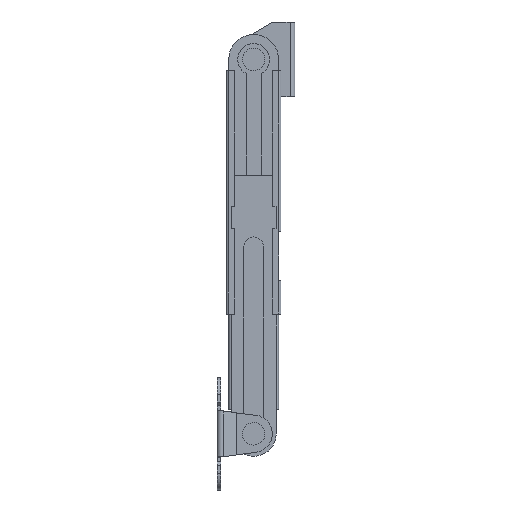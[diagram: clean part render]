
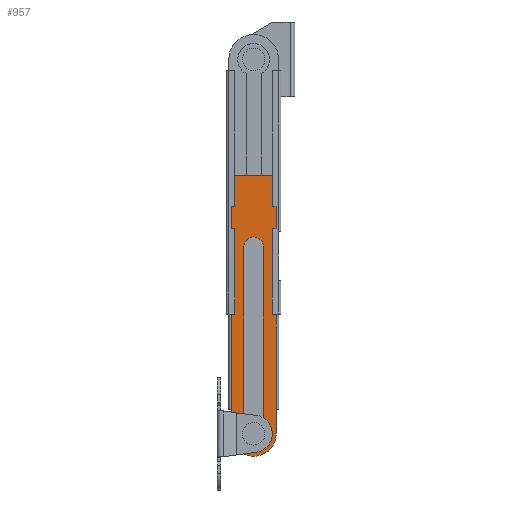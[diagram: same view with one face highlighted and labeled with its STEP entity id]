
A CAD part, left-side view. The second image highlights one B-rep face of the part: STEP entity #957.
In plain terms, the highlighted face is planar.
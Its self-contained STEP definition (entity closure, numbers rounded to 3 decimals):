
#901 = VERTEX_POINT ( 'NONE', #3466 ) ;
#903 = EDGE_CURVE ( 'NONE', #904, #901, #3465, .T. ) ;
#904 = VERTEX_POINT ( 'NONE', #3460 ) ;
#934 = VERTEX_POINT ( 'NONE', #3489 ) ;
#935 = ORIENTED_EDGE ( 'NONE', *, *, #936, .T. ) ;
#936 = EDGE_CURVE ( 'NONE', #934, #996, #3488, .T. ) ;
#937 = EDGE_CURVE ( 'NONE', #938, #965, #3484, .T. ) ;
#938 = VERTEX_POINT ( 'NONE', #3480 ) ;
#939 = ORIENTED_EDGE ( 'NONE', *, *, #940, .F. ) ;
#940 = EDGE_CURVE ( 'NONE', #941, #938, #3479, .T. ) ;
#941 = VERTEX_POINT ( 'NONE', #3537 ) ;
#942 = ORIENTED_EDGE ( 'NONE', *, *, #943, .T. ) ;
#943 = EDGE_CURVE ( 'NONE', #941, #944, #3536, .T. ) ;
#944 = VERTEX_POINT ( 'NONE', #3532 ) ;
#945 = ORIENTED_EDGE ( 'NONE', *, *, #946, .F. ) ;
#946 = EDGE_CURVE ( 'NONE', #947, #944, #3531, .T. ) ;
#947 = VERTEX_POINT ( 'NONE', #3527 ) ;
#948 = ORIENTED_EDGE ( 'NONE', *, *, #949, .T. ) ;
#949 = EDGE_CURVE ( 'NONE', #947, #950, #3526, .T. ) ;
#950 = VERTEX_POINT ( 'NONE', #3522 ) ;
#951 = ORIENTED_EDGE ( 'NONE', *, *, #1011, .F. ) ;
#957 = ADVANCED_FACE ( 'NONE', ( #3511, #3510 ), #3509, .T. ) ;
#958 = EDGE_LOOP ( 'NONE', ( #959, #963, #966, #939, #942, #945, #948, #951, #1013, #1016 ) ) ;
#959 = ORIENTED_EDGE ( 'NONE', *, *, #960, .F. ) ;
#960 = EDGE_CURVE ( 'NONE', #961, #962, #3566, .T. ) ;
#961 = VERTEX_POINT ( 'NONE', #3562 ) ;
#962 = VERTEX_POINT ( 'NONE', #3561 ) ;
#963 = ORIENTED_EDGE ( 'NONE', *, *, #964, .F. ) ;
#964 = EDGE_CURVE ( 'NONE', #965, #961, #3560, .T. ) ;
#965 = VERTEX_POINT ( 'NONE', #3555 ) ;
#966 = ORIENTED_EDGE ( 'NONE', *, *, #937, .F. ) ;
#996 = VERTEX_POINT ( 'NONE', #3628 ) ;
#997 = ORIENTED_EDGE ( 'NONE', *, *, #998, .T. ) ;
#998 = EDGE_CURVE ( 'NONE', #996, #999, #3627, .T. ) ;
#999 = VERTEX_POINT ( 'NONE', #3622 ) ;
#1000 = ORIENTED_EDGE ( 'NONE', *, *, #1001, .T. ) ;
#1001 = EDGE_CURVE ( 'NONE', #999, #904, #3621, .T. ) ;
#1011 = EDGE_CURVE ( 'NONE', #1012, #950, #3661, .T. ) ;
#1012 = VERTEX_POINT ( 'NONE', #3657 ) ;
#1013 = ORIENTED_EDGE ( 'NONE', *, *, #1014, .F. ) ;
#1014 = EDGE_CURVE ( 'NONE', #1015, #1012, #3656, .T. ) ;
#1015 = VERTEX_POINT ( 'NONE', #3652 ) ;
#1016 = ORIENTED_EDGE ( 'NONE', *, *, #1017, .F. ) ;
#1017 = EDGE_CURVE ( 'NONE', #962, #1015, #3651, .T. ) ;
#1018 = EDGE_LOOP ( 'NONE', ( #1019, #1020, #935, #997, #1000 ) ) ;
#1019 = ORIENTED_EDGE ( 'NONE', *, *, #903, .T. ) ;
#1020 = ORIENTED_EDGE ( 'NONE', *, *, #1021, .T. ) ;
#1021 = EDGE_CURVE ( 'NONE', #901, #934, #3647, .T. ) ;
#3460 = CARTESIAN_POINT ( 'NONE',  ( 0., 5.2, 38. ) ) ;
#3461 = DIRECTION ( 'NONE',  ( 0., 1., 0. ) ) ;
#3462 = DIRECTION ( 'NONE',  ( -1., 0., 0. ) ) ;
#3463 = CARTESIAN_POINT ( 'NONE',  ( 0., 0., 38. ) ) ;
#3464 = AXIS2_PLACEMENT_3D ( 'NONE', #3463, #3462, #3461 ) ;
#3465 = CIRCLE ( 'NONE', #3464, 5.2 ) ;
#3466 = CARTESIAN_POINT ( 'NONE',  ( 0., 0., 32.8 ) ) ;
#3476 = DIRECTION ( 'NONE',  ( 0., 1., 0. ) ) ;
#3477 = VECTOR ( 'NONE', #3476, 1000. ) ;
#3478 = CARTESIAN_POINT ( 'NONE',  ( 0., 13.3, 125. ) ) ;
#3479 = LINE ( 'NONE', #3478, #3477 ) ;
#3480 = CARTESIAN_POINT ( 'NONE',  ( 0., -12., 125. ) ) ;
#3481 = DIRECTION ( 'NONE',  ( 0., 0., 1. ) ) ;
#3482 = VECTOR ( 'NONE', #3481, 1000. ) ;
#3483 = CARTESIAN_POINT ( 'NONE',  ( 0., -12., 150. ) ) ;
#3484 = LINE ( 'NONE', #3483, #3482 ) ;
#3485 = DIRECTION ( 'NONE',  ( 0., 0., 1. ) ) ;
#3486 = VECTOR ( 'NONE', #3485, 1000. ) ;
#3487 = CARTESIAN_POINT ( 'NONE',  ( 0., -5.2, 150. ) ) ;
#3488 = LINE ( 'NONE', #3487, #3486 ) ;
#3489 = CARTESIAN_POINT ( 'NONE',  ( 0., -5.2, 38. ) ) ;
#3507 = CARTESIAN_POINT ( 'NONE',  ( 0., 13.3, 150. ) ) ;
#3508 = AXIS2_PLACEMENT_3D ( 'NONE', #3507, #3568, #3567 ) ;
#3509 = PLANE ( 'NONE',  #3508 ) ;
#3510 = FACE_BOUND ( 'NONE', #1018, .T. ) ;
#3511 = FACE_OUTER_BOUND ( 'NONE', #958, .T. ) ;
#3522 = CARTESIAN_POINT ( 'NONE',  ( 0., -12.1, 0. ) ) ;
#3523 = DIRECTION ( 'NONE',  ( 0., 0., -1. ) ) ;
#3524 = VECTOR ( 'NONE', #3523, 1000. ) ;
#3525 = CARTESIAN_POINT ( 'NONE',  ( 0., -12.1, 150. ) ) ;
#3526 = LINE ( 'NONE', #3525, #3524 ) ;
#3527 = CARTESIAN_POINT ( 'NONE',  ( 0., -12.1, 20. ) ) ;
#3528 = DIRECTION ( 'NONE',  ( 0., 0., 1. ) ) ;
#3529 = VECTOR ( 'NONE', #3528, 1000. ) ;
#3530 = CARTESIAN_POINT ( 'NONE',  ( 0., -12.1, 46. ) ) ;
#3531 = LINE ( 'NONE', #3530, #3529 ) ;
#3532 = CARTESIAN_POINT ( 'NONE',  ( 0., -12.1, 46. ) ) ;
#3533 = DIRECTION ( 'NONE',  ( 0., 0., -1. ) ) ;
#3534 = VECTOR ( 'NONE', #3533, 1000. ) ;
#3535 = CARTESIAN_POINT ( 'NONE',  ( 0., -12.1, 150. ) ) ;
#3536 = LINE ( 'NONE', #3535, #3534 ) ;
#3537 = CARTESIAN_POINT ( 'NONE',  ( 0., -12.1, 125. ) ) ;
#3555 = CARTESIAN_POINT ( 'NONE',  ( 0., -12., 138. ) ) ;
#3556 = DIRECTION ( 'NONE',  ( 0., 1., 0. ) ) ;
#3557 = DIRECTION ( 'NONE',  ( -1., 0., 0. ) ) ;
#3558 = CARTESIAN_POINT ( 'NONE',  ( 0., 0., 138. ) ) ;
#3559 = AXIS2_PLACEMENT_3D ( 'NONE', #3558, #3557, #3556 ) ;
#3560 = CIRCLE ( 'NONE', #3559, 12. ) ;
#3561 = CARTESIAN_POINT ( 'NONE',  ( 0., 12., 125. ) ) ;
#3562 = CARTESIAN_POINT ( 'NONE',  ( 0., 12., 138. ) ) ;
#3563 = DIRECTION ( 'NONE',  ( 0., 0., -1. ) ) ;
#3564 = VECTOR ( 'NONE', #3563, 1000. ) ;
#3565 = CARTESIAN_POINT ( 'NONE',  ( 0., 12., 150. ) ) ;
#3566 = LINE ( 'NONE', #3565, #3564 ) ;
#3567 = DIRECTION ( 'NONE',  ( 0., 1., 0. ) ) ;
#3568 = DIRECTION ( 'NONE',  ( 1., 0., 0. ) ) ;
#3618 = DIRECTION ( 'NONE',  ( 0., 0., -1. ) ) ;
#3619 = VECTOR ( 'NONE', #3618, 1000. ) ;
#3620 = CARTESIAN_POINT ( 'NONE',  ( 0., 5.2, 150. ) ) ;
#3621 = LINE ( 'NONE', #3620, #3619 ) ;
#3622 = CARTESIAN_POINT ( 'NONE',  ( 0., 5.2, 129.812 ) ) ;
#3623 = DIRECTION ( 'NONE',  ( 0., 1., 0. ) ) ;
#3624 = DIRECTION ( 'NONE',  ( -1., 0., 0. ) ) ;
#3625 = CARTESIAN_POINT ( 'NONE',  ( 0., 0., 138. ) ) ;
#3626 = AXIS2_PLACEMENT_3D ( 'NONE', #3625, #3624, #3623 ) ;
#3627 = CIRCLE ( 'NONE', #3626, 9.7 ) ;
#3628 = CARTESIAN_POINT ( 'NONE',  ( 0., -5.2, 129.812 ) ) ;
#3643 = DIRECTION ( 'NONE',  ( 0., 1., 0. ) ) ;
#3644 = DIRECTION ( 'NONE',  ( -1., 0., 0. ) ) ;
#3645 = CARTESIAN_POINT ( 'NONE',  ( 0., 0., 38. ) ) ;
#3646 = AXIS2_PLACEMENT_3D ( 'NONE', #3645, #3644, #3643 ) ;
#3647 = CIRCLE ( 'NONE', #3646, 5.2 ) ;
#3648 = DIRECTION ( 'NONE',  ( 0., 1., 0. ) ) ;
#3649 = VECTOR ( 'NONE', #3648, 1000. ) ;
#3650 = CARTESIAN_POINT ( 'NONE',  ( 0., 13.3, 125. ) ) ;
#3651 = LINE ( 'NONE', #3650, #3649 ) ;
#3652 = CARTESIAN_POINT ( 'NONE',  ( 0., 12.1, 125. ) ) ;
#3653 = DIRECTION ( 'NONE',  ( 0., 0., -1. ) ) ;
#3654 = VECTOR ( 'NONE', #3653, 1000. ) ;
#3655 = CARTESIAN_POINT ( 'NONE',  ( 0., 12.1, 150. ) ) ;
#3656 = LINE ( 'NONE', #3655, #3654 ) ;
#3657 = CARTESIAN_POINT ( 'NONE',  ( 0., 12.1, 0. ) ) ;
#3658 = DIRECTION ( 'NONE',  ( 0., -1., 0. ) ) ;
#3659 = VECTOR ( 'NONE', #3658, 1000. ) ;
#3660 = CARTESIAN_POINT ( 'NONE',  ( 0., 13.3, 0. ) ) ;
#3661 = LINE ( 'NONE', #3660, #3659 ) ;
